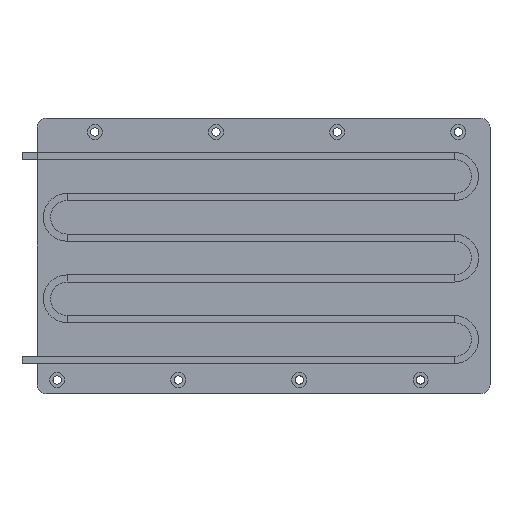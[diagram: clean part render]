
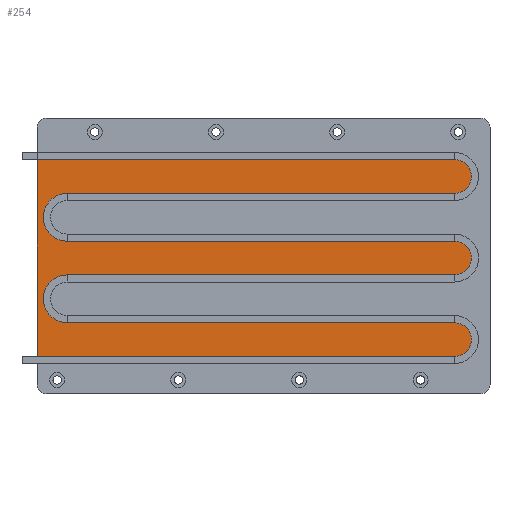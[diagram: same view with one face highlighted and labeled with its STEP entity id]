
A CAD part, front view. The second image highlights one B-rep face of the part: STEP entity #254.
In plain terms, the highlighted planar face has unit normal (0, -1, 0).
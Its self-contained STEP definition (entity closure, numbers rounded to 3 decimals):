
#11 = CARTESIAN_POINT ( 'NONE',  ( -130., 0., -12.469 ) ) ;
#20 = DIRECTION ( 'NONE',  ( 0., 1., 0. ) ) ;
#122 = EDGE_CURVE ( 'NONE', #2283, #4489, #4902, .T. ) ;
#193 = ORIENTED_EDGE ( 'NONE', *, *, #2119, .T. ) ;
#239 = CARTESIAN_POINT ( 'NONE',  ( 126.5, 0., -44.231 ) ) ;
#254 = ADVANCED_FACE ( 'NONE', ( #3144 ), #1564, .F. ) ;
#269 = EDGE_CURVE ( 'NONE', #4489, #4619, #3881, .T. ) ;
#282 = EDGE_CURVE ( 'NONE', #894, #3189, #3470, .T. ) ;
#357 = CARTESIAN_POINT ( 'NONE',  ( 126.5, 0., 63.769 ) ) ;
#405 = ORIENTED_EDGE ( 'NONE', *, *, #3251, .F. ) ;
#499 = VERTEX_POINT ( 'NONE', #4932 ) ;
#532 = ORIENTED_EDGE ( 'NONE', *, *, #4492, .T. ) ;
#540 = CIRCLE ( 'NONE', #3124, 15.881 ) ;
#557 = CARTESIAN_POINT ( 'NONE',  ( -130., 0., 41.531 ) ) ;
#565 = CARTESIAN_POINT ( 'NONE',  ( -150., 0., 0. ) ) ;
#625 = VECTOR ( 'NONE', #4671, 1000. ) ;
#720 = ORIENTED_EDGE ( 'NONE', *, *, #3899, .T. ) ;
#752 = DIRECTION ( 'NONE',  ( 0., 0., 1. ) ) ;
#792 = CIRCLE ( 'NONE', #3630, 15.881 ) ;
#798 = DIRECTION ( 'NONE',  ( 1., 0., 0. ) ) ;
#811 = LINE ( 'NONE', #1619, #3521 ) ;
#894 = VERTEX_POINT ( 'NONE', #4481 ) ;
#982 = ORIENTED_EDGE ( 'NONE', *, *, #1875, .T. ) ;
#1063 = VERTEX_POINT ( 'NONE', #1549 ) ;
#1152 = LINE ( 'NONE', #11, #4104 ) ;
#1161 = VECTOR ( 'NONE', #1952, 1000. ) ;
#1371 = DIRECTION ( 'NONE',  ( -1., 0., 0. ) ) ;
#1374 = CARTESIAN_POINT ( 'NONE',  ( 126.5, 0., -55.35 ) ) ;
#1390 = CARTESIAN_POINT ( 'NONE',  ( -130., 0., -12.469 ) ) ;
#1470 = DIRECTION ( 'NONE',  ( 0., 0., -1. ) ) ;
#1502 = CIRCLE ( 'NONE', #2129, 11.119 ) ;
#1506 = ORIENTED_EDGE ( 'NONE', *, *, #3558, .T. ) ;
#1549 = CARTESIAN_POINT ( 'NONE',  ( 126.5, 0., -66.469 ) ) ;
#1562 = VERTEX_POINT ( 'NONE', #3489 ) ;
#1564 = PLANE ( 'NONE',  #3007 ) ;
#1619 = CARTESIAN_POINT ( 'NONE',  ( -150., 0., -66.469 ) ) ;
#1696 = VERTEX_POINT ( 'NONE', #3556 ) ;
#1822 = AXIS2_PLACEMENT_3D ( 'NONE', #2871, #2466, #3647 ) ;
#1875 = EDGE_CURVE ( 'NONE', #1063, #3235, #1502, .T. ) ;
#1952 = DIRECTION ( 'NONE',  ( -1., 0., 0. ) ) ;
#2022 = CARTESIAN_POINT ( 'NONE',  ( -150., 0., 63.769 ) ) ;
#2049 = LINE ( 'NONE', #565, #4020 ) ;
#2093 = DIRECTION ( 'NONE',  ( 0., 0., -1. ) ) ;
#2119 = EDGE_CURVE ( 'NONE', #1562, #1063, #811, .T. ) ;
#2129 = AXIS2_PLACEMENT_3D ( 'NONE', #1374, #4511, #2093 ) ;
#2216 = EDGE_CURVE ( 'NONE', #3235, #3959, #3337, .T. ) ;
#2235 = CARTESIAN_POINT ( 'NONE',  ( 126.5, 0., 9.769 ) ) ;
#2283 = VERTEX_POINT ( 'NONE', #2525 ) ;
#2319 = CARTESIAN_POINT ( 'NONE',  ( 0., 0., 0. ) ) ;
#2466 = DIRECTION ( 'NONE',  ( 0., -1., 0. ) ) ;
#2525 = CARTESIAN_POINT ( 'NONE',  ( 126.5, 0., -12.469 ) ) ;
#2577 = CARTESIAN_POINT ( 'NONE',  ( -130., 0., -28.35 ) ) ;
#2596 = EDGE_LOOP ( 'NONE', ( #720, #4061, #405, #193, #982, #4268, #3799, #532, #4735, #4480, #3787, #1506 ) ) ;
#2650 = CARTESIAN_POINT ( 'NONE',  ( 126.5, 0., 9.769 ) ) ;
#2683 = AXIS2_PLACEMENT_3D ( 'NONE', #2999, #4183, #4886 ) ;
#2696 = DIRECTION ( 'NONE',  ( -1., 0., 0. ) ) ;
#2851 = LINE ( 'NONE', #557, #625 ) ;
#2871 = CARTESIAN_POINT ( 'NONE',  ( 126.5, 0., 52.65 ) ) ;
#2999 = CARTESIAN_POINT ( 'NONE',  ( 126.5, 0., -1.35 ) ) ;
#3007 = AXIS2_PLACEMENT_3D ( 'NONE', #2319, #20, #752 ) ;
#3033 = CARTESIAN_POINT ( 'NONE',  ( -130., 0., 9.769 ) ) ;
#3120 = DIRECTION ( 'NONE',  ( 0., 0., -1. ) ) ;
#3124 = AXIS2_PLACEMENT_3D ( 'NONE', #2577, #3306, #1470 ) ;
#3144 = FACE_OUTER_BOUND ( 'NONE', #2596, .T. ) ;
#3155 = DIRECTION ( 'NONE',  ( 0., 1., 0. ) ) ;
#3189 = VERTEX_POINT ( 'NONE', #2022 ) ;
#3235 = VERTEX_POINT ( 'NONE', #3990 ) ;
#3251 = EDGE_CURVE ( 'NONE', #1562, #3189, #2049, .T. ) ;
#3306 = DIRECTION ( 'NONE',  ( 0., 1., 0. ) ) ;
#3337 = LINE ( 'NONE', #239, #4761 ) ;
#3338 = VECTOR ( 'NONE', #2696, 1000. ) ;
#3470 = LINE ( 'NONE', #357, #1161 ) ;
#3489 = CARTESIAN_POINT ( 'NONE',  ( -150., 0., -66.469 ) ) ;
#3521 = VECTOR ( 'NONE', #4294, 1000. ) ;
#3556 = CARTESIAN_POINT ( 'NONE',  ( 126.5, 0., 41.531 ) ) ;
#3558 = EDGE_CURVE ( 'NONE', #499, #1696, #2851, .T. ) ;
#3623 = CARTESIAN_POINT ( 'NONE',  ( -130., 0., -44.231 ) ) ;
#3630 = AXIS2_PLACEMENT_3D ( 'NONE', #4706, #3155, #3120 ) ;
#3638 = EDGE_CURVE ( 'NONE', #3959, #4917, #540, .T. ) ;
#3647 = DIRECTION ( 'NONE',  ( 0., 0., -1. ) ) ;
#3785 = CIRCLE ( 'NONE', #1822, 11.119 ) ;
#3787 = ORIENTED_EDGE ( 'NONE', *, *, #4967, .T. ) ;
#3799 = ORIENTED_EDGE ( 'NONE', *, *, #3638, .T. ) ;
#3881 = LINE ( 'NONE', #2650, #3338 ) ;
#3899 = EDGE_CURVE ( 'NONE', #1696, #894, #3785, .T. ) ;
#3959 = VERTEX_POINT ( 'NONE', #3623 ) ;
#3990 = CARTESIAN_POINT ( 'NONE',  ( 126.5, 0., -44.231 ) ) ;
#4020 = VECTOR ( 'NONE', #4119, 1000. ) ;
#4061 = ORIENTED_EDGE ( 'NONE', *, *, #282, .T. ) ;
#4104 = VECTOR ( 'NONE', #798, 1000. ) ;
#4119 = DIRECTION ( 'NONE',  ( 0., 0., 1. ) ) ;
#4183 = DIRECTION ( 'NONE',  ( 0., -1., 0. ) ) ;
#4268 = ORIENTED_EDGE ( 'NONE', *, *, #2216, .T. ) ;
#4294 = DIRECTION ( 'NONE',  ( 1., 0., 0. ) ) ;
#4480 = ORIENTED_EDGE ( 'NONE', *, *, #269, .T. ) ;
#4481 = CARTESIAN_POINT ( 'NONE',  ( 126.5, 0., 63.769 ) ) ;
#4489 = VERTEX_POINT ( 'NONE', #2235 ) ;
#4492 = EDGE_CURVE ( 'NONE', #4917, #2283, #1152, .T. ) ;
#4511 = DIRECTION ( 'NONE',  ( 0., -1., 0. ) ) ;
#4619 = VERTEX_POINT ( 'NONE', #3033 ) ;
#4671 = DIRECTION ( 'NONE',  ( 1., 0., 0. ) ) ;
#4706 = CARTESIAN_POINT ( 'NONE',  ( -130., 0., 25.65 ) ) ;
#4735 = ORIENTED_EDGE ( 'NONE', *, *, #122, .T. ) ;
#4761 = VECTOR ( 'NONE', #1371, 1000. ) ;
#4886 = DIRECTION ( 'NONE',  ( 0., 0., -1. ) ) ;
#4902 = CIRCLE ( 'NONE', #2683, 11.119 ) ;
#4917 = VERTEX_POINT ( 'NONE', #1390 ) ;
#4932 = CARTESIAN_POINT ( 'NONE',  ( -130., 0., 41.531 ) ) ;
#4967 = EDGE_CURVE ( 'NONE', #4619, #499, #792, .T. ) ;
